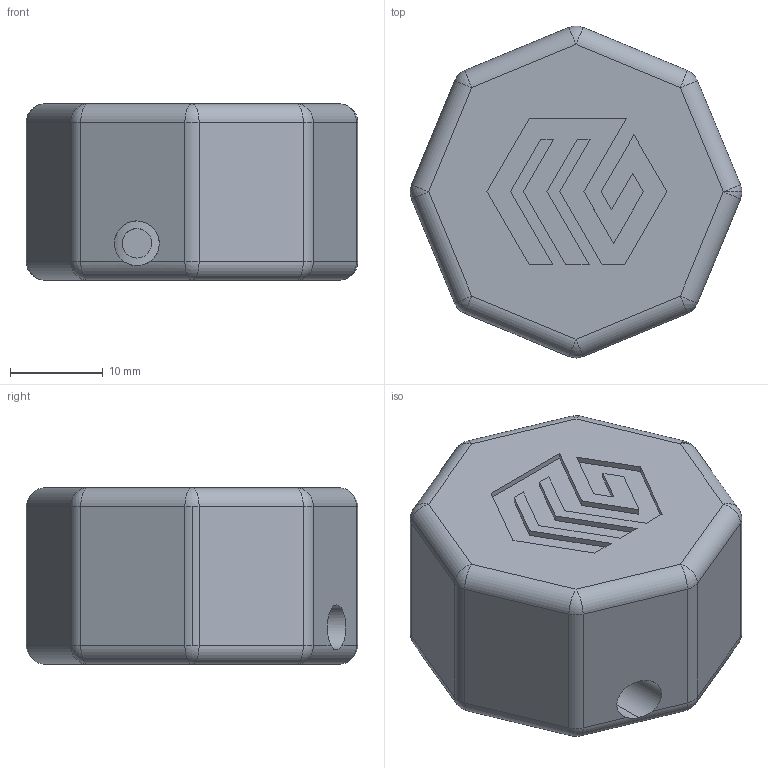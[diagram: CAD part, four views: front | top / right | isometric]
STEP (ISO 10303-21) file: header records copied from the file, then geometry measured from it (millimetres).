
FILE_DESCRIPTION (( 'STEP AP203' ), '1' );
FILE_NAME ('Z axis knob M2.1-2.1.STEP', '2016-05-17T13:16:58', ( '' ), ( '' ), 'SwSTEP 2.0', 'SolidWorks 2013', '' );
FILE_SCHEMA (( 'CONFIG_CONTROL_DESIGN' ));
Length unit declared in the file: inch
Products named in the file (1): Z axis knob M2.1-2.1
Bounding box: 35.75 x 35.75 x 19 mm (x, y, z)
Volume: 13903.5 mm3; surface area: 4600 mm2
Topology: 1 solids, 1 shells, 90 faces, 222 edges, 129 vertices
Faces by surface type: plane 39, cylinder 31, sphere 20
Entity records: 2694 total; most frequent: CARTESIAN_POINT 542, DIRECTION 449, ORIENTED_EDGE 420, EDGE_CURVE 210, AXIS2_PLACEMENT_3D 156, VECTOR 137, LINE 137, VERTEX_POINT 123
